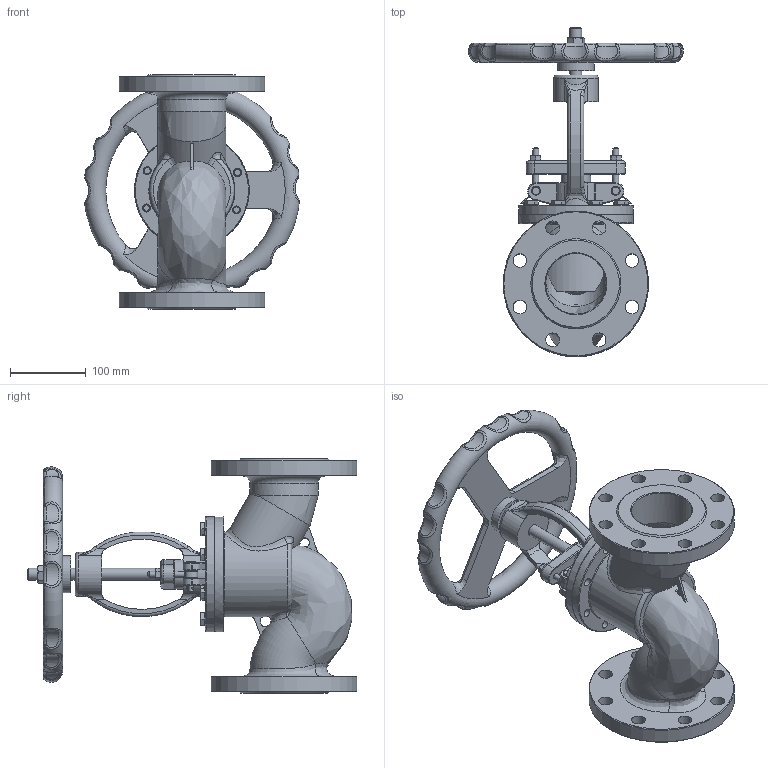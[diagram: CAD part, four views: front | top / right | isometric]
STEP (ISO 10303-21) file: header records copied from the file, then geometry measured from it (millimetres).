
FILE_DESCRIPTION(/* description */ (''),/* implementation_level */ '2;1');
FILE_NAME(/* name */ 'DN80_3D_STEP.stp',/* time_stamp */ '2025-04-20T15:00:06+03:00',/* author */ ('igorr'),/* organization */ (''),/* preprocessor_version */ 'ST-DEVELOPER v20',/* originating_system */ 'Autodesk Inventor 2025',/* authorisation */ '');
FILE_SCHEMA (('AUTOMOTIVE_DESIGN { 1 0 10303 214 3 1 1 }'));
Length unit declared in the file: millimetre
Products named in the file (6): Сборка1; Деталь1; Деталь2; ANSI B18.2.4.2M - M8x1,25; ANSI B18.2.4.2M - M14x2; AS 1110 - M10 x 16
Assembly tree (13 placements, depth 2):
  Сборка1
    Деталь1
    Деталь2
    ANSI B18.2.4.2M - M8x1,25  x2
    ANSI B18.2.4.2M - M14x2
    AS 1110 - M10 x 16  x8
Bounding box: 283.52 x 435 x 310 mm (x, y, z)
Volume: 3674861.9 mm3; surface area: 573804 mm2
Topology: 13 solids, 14 shells, 802 faces, 1869 edges, 1120 vertices
Faces by surface type: plane 275, cylinder 182, bspline 122, cone 109, torus 84, sphere 30
Full cylindrical faces by diameter (mm): 1.365 x2, 1.95 x2, 5.85 x4, 6.647 x2, 7.8 x6, 10 x8, 10.639 x16, 11.7 x2, 11.835 x1, 15 x1, 15.6 x3, 16 x8, 18 x16, 31.2 x1, 39 x1, 48.75 x2, 58.5 x1, 80 x3, 90 x2, 151.428 x2, 192 x2
Entity records: 30292 total; most frequent: CARTESIAN_POINT 15831, ORIENTED_EDGE 2888, DIRECTION 2771, EDGE_CURVE 1444, AXIS2_PLACEMENT_3D 1196, VERTEX_POINT 881, EDGE_LOOP 739, CIRCLE 658
